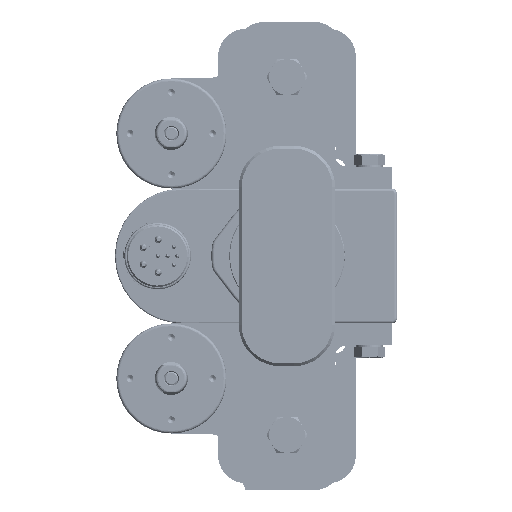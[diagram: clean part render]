
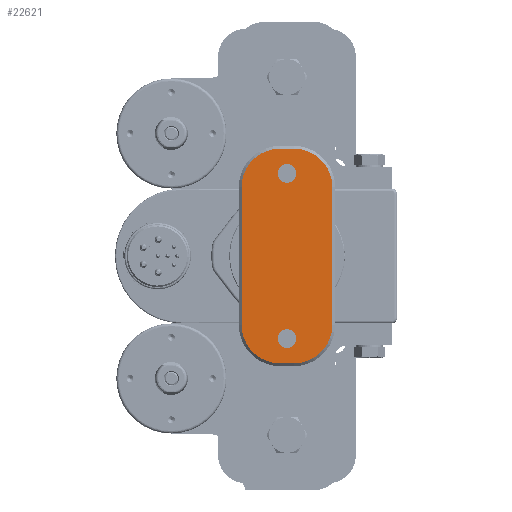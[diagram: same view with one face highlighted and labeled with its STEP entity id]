
A CAD part, left-side view. The second image highlights one B-rep face of the part: STEP entity #22621.
In plain terms, the highlighted face is planar.
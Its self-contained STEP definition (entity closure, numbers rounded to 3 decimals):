
#99 = DIRECTION ( 'NONE',  ( 1., 0., 0. ) ) ;
#1146 = CIRCLE ( 'NONE', #21873, 3.4 ) ;
#1551 = DIRECTION ( 'NONE',  ( 0., 0., 1. ) ) ;
#3063 = CARTESIAN_POINT ( 'NONE',  ( -25., 2.5, 15. ) ) ;
#3278 = DIRECTION ( 'NONE',  ( 0., 0., 1. ) ) ;
#3685 = EDGE_CURVE ( 'NONE', #24650, #30839, #46362, .T. ) ;
#3943 = CARTESIAN_POINT ( 'NONE',  ( -39., -2.5, 15. ) ) ;
#4216 = ORIENTED_EDGE ( 'NONE', *, *, #55981, .T. ) ;
#4270 = LINE ( 'NONE', #35568, #35114 ) ;
#4290 = CARTESIAN_POINT ( 'NONE',  ( 25., -16.5, 15. ) ) ;
#5902 = DIRECTION ( 'NONE',  ( 0., 0., 1. ) ) ;
#6260 = CARTESIAN_POINT ( 'NONE',  ( 25., 2.5, 15. ) ) ;
#6270 = DIRECTION ( 'NONE',  ( 1., 0., 0. ) ) ;
#7303 = VERTEX_POINT ( 'NONE', #43586 ) ;
#8943 = CARTESIAN_POINT ( 'NONE',  ( -30., 0., 15. ) ) ;
#9981 = ORIENTED_EDGE ( 'NONE', *, *, #26658, .T. ) ;
#10703 = CARTESIAN_POINT ( 'NONE',  ( -25., 16.5, 15. ) ) ;
#11454 = EDGE_LOOP ( 'NONE', ( #51172, #14047, #28138, #58023, #18453, #57898, #9981, #4216 ) ) ;
#11904 = VERTEX_POINT ( 'NONE', #36836 ) ;
#12468 = CARTESIAN_POINT ( 'NONE',  ( -39., 2.5, 15. ) ) ;
#13256 = VECTOR ( 'NONE', #36702, 1000. ) ;
#13728 = EDGE_CURVE ( 'NONE', #48770, #7303, #4270, .T. ) ;
#13920 = AXIS2_PLACEMENT_3D ( 'NONE', #8943, #54074, #36932 ) ;
#14047 = ORIENTED_EDGE ( 'NONE', *, *, #55880, .T. ) ;
#14791 = CIRCLE ( 'NONE', #37418, 14. ) ;
#15027 = DIRECTION ( 'NONE',  ( 0., 0., 1. ) ) ;
#16316 = EDGE_CURVE ( 'NONE', #44780, #24650, #48532, .T. ) ;
#17301 = AXIS2_PLACEMENT_3D ( 'NONE', #52553, #15027, #33632 ) ;
#17948 = EDGE_CURVE ( 'NONE', #39819, #39819, #41266, .T. ) ;
#18142 = DIRECTION ( 'NONE',  ( 0., 1., 0. ) ) ;
#18434 = CARTESIAN_POINT ( 'NONE',  ( -25., 16.5, 15. ) ) ;
#18453 = ORIENTED_EDGE ( 'NONE', *, *, #3685, .T. ) ;
#18959 = VERTEX_POINT ( 'NONE', #32265 ) ;
#19545 = CIRCLE ( 'NONE', #41186, 14. ) ;
#20112 = VECTOR ( 'NONE', #25040, 1000. ) ;
#21873 = AXIS2_PLACEMENT_3D ( 'NONE', #51046, #5902, #47208 ) ;
#22621 = ADVANCED_FACE ( 'NONE', ( #28374, #46366, #40154 ), #25989, .T. ) ;
#23107 = AXIS2_PLACEMENT_3D ( 'NONE', #3063, #52647, #99 ) ;
#24650 = VERTEX_POINT ( 'NONE', #12468 ) ;
#25040 = DIRECTION ( 'NONE',  ( 1., 0., 0. ) ) ;
#25952 = CARTESIAN_POINT ( 'NONE',  ( -26.6, 0., 15. ) ) ;
#25989 = PLANE ( 'NONE',  #17301 ) ;
#26658 = EDGE_CURVE ( 'NONE', #27691, #48461, #38301, .T. ) ;
#27282 = LINE ( 'NONE', #18434, #13256 ) ;
#27691 = VERTEX_POINT ( 'NONE', #43644 ) ;
#28138 = ORIENTED_EDGE ( 'NONE', *, *, #35865, .T. ) ;
#28374 = FACE_OUTER_BOUND ( 'NONE', #11454, .T. ) ;
#28983 = AXIS2_PLACEMENT_3D ( 'NONE', #6260, #33416, #33715 ) ;
#30839 = VERTEX_POINT ( 'NONE', #3943 ) ;
#32265 = CARTESIAN_POINT ( 'NONE',  ( 33.4, 0., 15. ) ) ;
#33120 = EDGE_LOOP ( 'NONE', ( #52163 ) ) ;
#33416 = DIRECTION ( 'NONE',  ( 0., 0., 1. ) ) ;
#33632 = DIRECTION ( 'NONE',  ( 1., 0., 0. ) ) ;
#33715 = DIRECTION ( 'NONE',  ( 1., 0., 0. ) ) ;
#33930 = CARTESIAN_POINT ( 'NONE',  ( 39., -2.5, 15. ) ) ;
#35114 = VECTOR ( 'NONE', #18142, 1000. ) ;
#35154 = DIRECTION ( 'NONE',  ( 1., 0., 0. ) ) ;
#35568 = CARTESIAN_POINT ( 'NONE',  ( 39., 0., 15. ) ) ;
#35865 = EDGE_CURVE ( 'NONE', #11904, #44780, #27282, .T. ) ;
#36702 = DIRECTION ( 'NONE',  ( -1., 0., 0. ) ) ;
#36836 = CARTESIAN_POINT ( 'NONE',  ( 25., 16.5, 15. ) ) ;
#36932 = DIRECTION ( 'NONE',  ( 1., 0., 0. ) ) ;
#37228 = EDGE_LOOP ( 'NONE', ( #58239 ) ) ;
#37418 = AXIS2_PLACEMENT_3D ( 'NONE', #46697, #1551, #6270 ) ;
#38301 = LINE ( 'NONE', #57183, #20112 ) ;
#39819 = VERTEX_POINT ( 'NONE', #25952 ) ;
#40154 = FACE_BOUND ( 'NONE', #33120, .T. ) ;
#41186 = AXIS2_PLACEMENT_3D ( 'NONE', #51987, #3278, #35154 ) ;
#41266 = CIRCLE ( 'NONE', #13920, 3.4 ) ;
#41355 = CARTESIAN_POINT ( 'NONE',  ( -39., 0., 15. ) ) ;
#41944 = DIRECTION ( 'NONE',  ( 0., -1., 0. ) ) ;
#43586 = CARTESIAN_POINT ( 'NONE',  ( 39., 2.5, 15. ) ) ;
#43644 = CARTESIAN_POINT ( 'NONE',  ( -25., -16.5, 15. ) ) ;
#44780 = VERTEX_POINT ( 'NONE', #10703 ) ;
#44871 = EDGE_CURVE ( 'NONE', #30839, #27691, #14791, .T. ) ;
#46362 = LINE ( 'NONE', #41355, #54046 ) ;
#46366 = FACE_BOUND ( 'NONE', #37228, .T. ) ;
#46697 = CARTESIAN_POINT ( 'NONE',  ( -25., -2.5, 15. ) ) ;
#47208 = DIRECTION ( 'NONE',  ( 1., 0., 0. ) ) ;
#48461 = VERTEX_POINT ( 'NONE', #4290 ) ;
#48532 = CIRCLE ( 'NONE', #23107, 14. ) ;
#48770 = VERTEX_POINT ( 'NONE', #33930 ) ;
#49905 = EDGE_CURVE ( 'NONE', #18959, #18959, #1146, .T. ) ;
#51046 = CARTESIAN_POINT ( 'NONE',  ( 30., 0., 15. ) ) ;
#51172 = ORIENTED_EDGE ( 'NONE', *, *, #13728, .T. ) ;
#51610 = CIRCLE ( 'NONE', #28983, 14. ) ;
#51987 = CARTESIAN_POINT ( 'NONE',  ( 25., -2.5, 15. ) ) ;
#52163 = ORIENTED_EDGE ( 'NONE', *, *, #17948, .F. ) ;
#52553 = CARTESIAN_POINT ( 'NONE',  ( 0., 0., 15. ) ) ;
#52647 = DIRECTION ( 'NONE',  ( 0., 0., 1. ) ) ;
#54046 = VECTOR ( 'NONE', #41944, 1000. ) ;
#54074 = DIRECTION ( 'NONE',  ( 0., 0., 1. ) ) ;
#55880 = EDGE_CURVE ( 'NONE', #7303, #11904, #51610, .T. ) ;
#55981 = EDGE_CURVE ( 'NONE', #48461, #48770, #19545, .T. ) ;
#57183 = CARTESIAN_POINT ( 'NONE',  ( 25., -16.5, 15. ) ) ;
#57898 = ORIENTED_EDGE ( 'NONE', *, *, #44871, .T. ) ;
#58023 = ORIENTED_EDGE ( 'NONE', *, *, #16316, .T. ) ;
#58239 = ORIENTED_EDGE ( 'NONE', *, *, #49905, .F. ) ;
